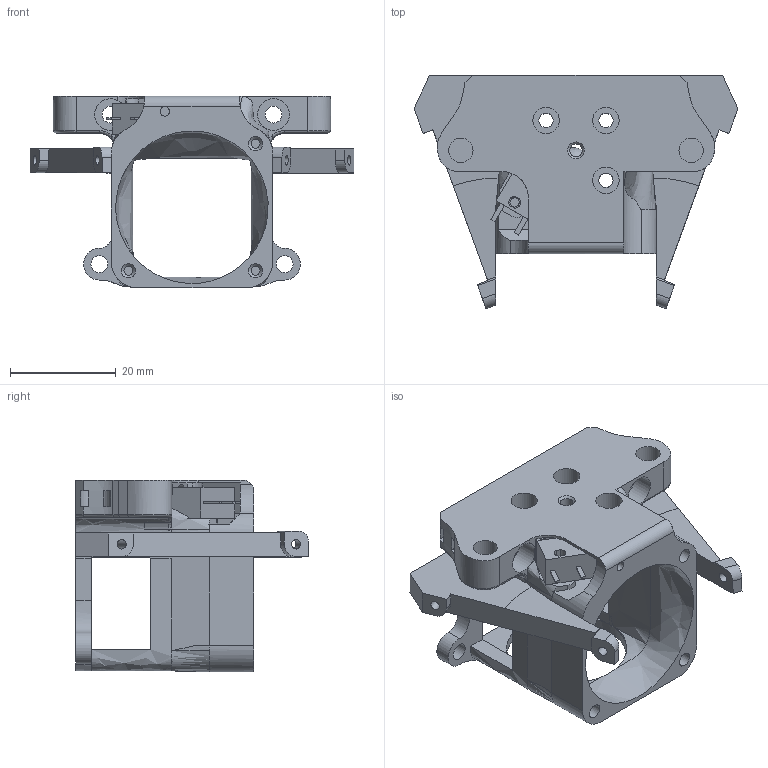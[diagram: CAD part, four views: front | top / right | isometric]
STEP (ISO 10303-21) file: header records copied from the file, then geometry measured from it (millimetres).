
FILE_DESCRIPTION(/* description */ (''),/* implementation_level */ '2;1');
FILE_NAME(/* name */ 'Hotend_Mount+ERCF.step',/* time_stamp */ '2022-05-23T21:56:10-04:00',/* author */ (''),/* organization */ (''),/* preprocessor_version */ 'ST-DEVELOPER v18.1',/* originating_system */ 'Autodesk Translation Framework v10.14.0.1471',/* authorisation */ '');
FILE_SCHEMA (('AUTOMOTIVE_DESIGN { 1 0 10303 214 3 1 1 }'));
Length unit declared in the file: millimetre
Products named in the file (3): Hotend_Mount+ERCF; Omron_D2F_Bottom(Mirror) (2); SteelBall (1)(Mirror) (2)
Assembly tree (2 placements, depth 3):
  Hotend_Mount+ERCF
    Omron_D2F_Bottom(Mirror) (2)
      SteelBall (1)(Mirror) (2)
Bounding box: 61.18 x 44.01 x 36.25 mm (x, y, z)
Volume: 18344.8 mm3; surface area: 12812.5 mm2
Topology: 4 solids, 5 shells, 264 faces, 724 edges, 474 vertices
Faces by surface type: plane 146, cylinder 68, bspline 41, cone 7, sphere 2
Full cylindrical faces by diameter (mm): 1.75 x1, 1.8 x5, 2 x1, 2.4 x1, 2.7 x7, 3.2 x4, 4.2 x1, 4.6 x2, 5 x3, 6 x2, 7.4 x1
Entity records: 13318 total; most frequent: CARTESIAN_POINT 6716, ORIENTED_EDGE 1438, DIRECTION 1187, EDGE_CURVE 719, VERTEX_POINT 474, AXIS2_PLACEMENT_3D 397, LINE 393, VECTOR 393
